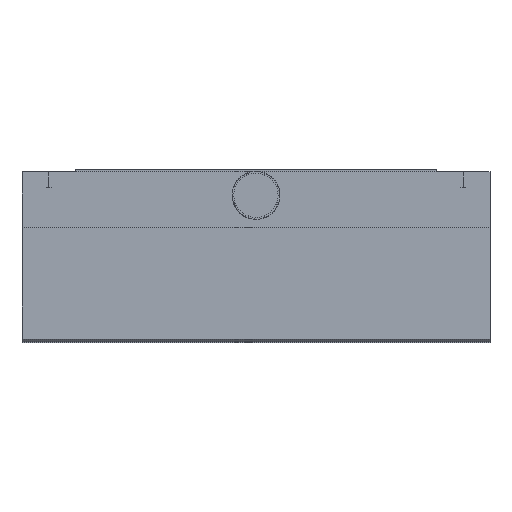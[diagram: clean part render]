
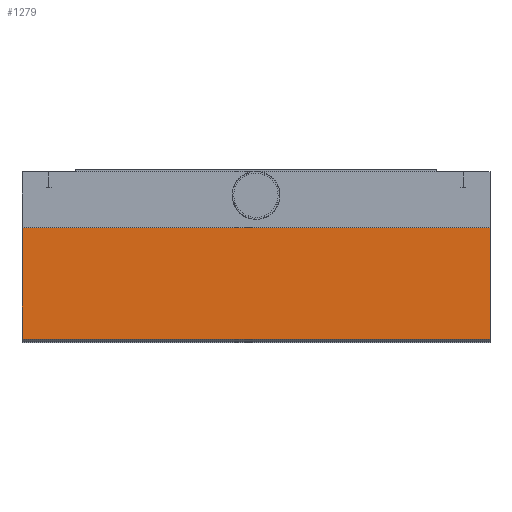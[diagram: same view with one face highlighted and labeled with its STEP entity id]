
A CAD part, top view. The second image highlights one B-rep face of the part: STEP entity #1279.
In plain terms, the highlighted planar face has unit normal (0, 0, 1).
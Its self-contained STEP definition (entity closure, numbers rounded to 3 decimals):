
#403 = LINE ( 'NONE', #11704, #9786 ) ;
#990 = CARTESIAN_POINT ( 'NONE',  ( 46.531, -17.027, 42. ) ) ;
#1067 = VECTOR ( 'NONE', #10243, 1000. ) ;
#1279 = ADVANCED_FACE ( 'NONE', ( #7728 ), #8532, .F. ) ;
#1591 = LINE ( 'NONE', #14857, #1067 ) ;
#2410 = LINE ( 'NONE', #6808, #9428 ) ;
#3039 = EDGE_CURVE ( 'NONE', #12894, #9101, #2410, .T. ) ;
#3733 = CARTESIAN_POINT ( 'NONE',  ( -41.469, -38.027, 42. ) ) ;
#4354 = AXIS2_PLACEMENT_3D ( 'NONE', #13002, #6109, #14218 ) ;
#4400 = EDGE_CURVE ( 'NONE', #13460, #12894, #403, .T. ) ;
#4782 = EDGE_LOOP ( 'NONE', ( #10693, #7975, #14639, #11728 ) ) ;
#5919 = VECTOR ( 'NONE', #13269, 1000. ) ;
#6109 = DIRECTION ( 'NONE',  ( 0., 0., -1. ) ) ;
#6808 = CARTESIAN_POINT ( 'NONE',  ( -41.469, -17.027, 42. ) ) ;
#7218 = EDGE_CURVE ( 'NONE', #13460, #14796, #1591, .T. ) ;
#7728 = FACE_OUTER_BOUND ( 'NONE', #4782, .T. ) ;
#7975 = ORIENTED_EDGE ( 'NONE', *, *, #8160, .F. ) ;
#8091 = LINE ( 'NONE', #9686, #5919 ) ;
#8160 = EDGE_CURVE ( 'NONE', #14796, #9101, #8091, .T. ) ;
#8532 = PLANE ( 'NONE',  #4354 ) ;
#9101 = VERTEX_POINT ( 'NONE', #3733 ) ;
#9342 = DIRECTION ( 'NONE',  ( -1., 0., 0. ) ) ;
#9428 = VECTOR ( 'NONE', #12664, 1000. ) ;
#9686 = CARTESIAN_POINT ( 'NONE',  ( 46.531, -38.027, 42. ) ) ;
#9786 = VECTOR ( 'NONE', #9342, 1000. ) ;
#10243 = DIRECTION ( 'NONE',  ( 0., -1., 0. ) ) ;
#10693 = ORIENTED_EDGE ( 'NONE', *, *, #3039, .T. ) ;
#11704 = CARTESIAN_POINT ( 'NONE',  ( 46.531, -17.027, 42. ) ) ;
#11728 = ORIENTED_EDGE ( 'NONE', *, *, #4400, .T. ) ;
#12664 = DIRECTION ( 'NONE',  ( 0., -1., 0. ) ) ;
#12894 = VERTEX_POINT ( 'NONE', #14881 ) ;
#13002 = CARTESIAN_POINT ( 'NONE',  ( 46.531, -17.027, 42. ) ) ;
#13269 = DIRECTION ( 'NONE',  ( -1., 0., 0. ) ) ;
#13460 = VERTEX_POINT ( 'NONE', #990 ) ;
#14218 = DIRECTION ( 'NONE',  ( 0., 1., 0. ) ) ;
#14511 = CARTESIAN_POINT ( 'NONE',  ( 46.531, -38.027, 42. ) ) ;
#14639 = ORIENTED_EDGE ( 'NONE', *, *, #7218, .F. ) ;
#14796 = VERTEX_POINT ( 'NONE', #14511 ) ;
#14857 = CARTESIAN_POINT ( 'NONE',  ( 46.531, -17.027, 42. ) ) ;
#14881 = CARTESIAN_POINT ( 'NONE',  ( -41.469, -17.027, 42. ) ) ;
